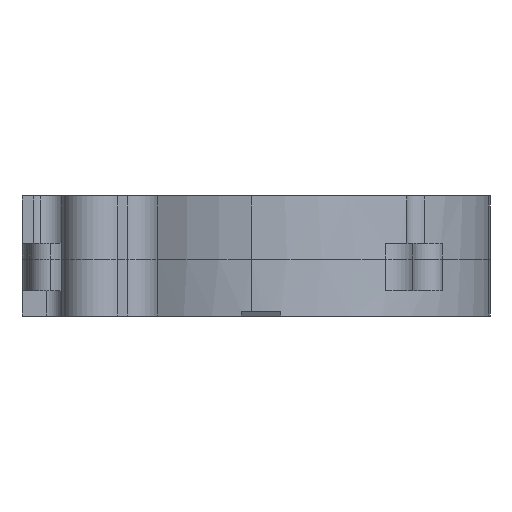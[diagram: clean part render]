
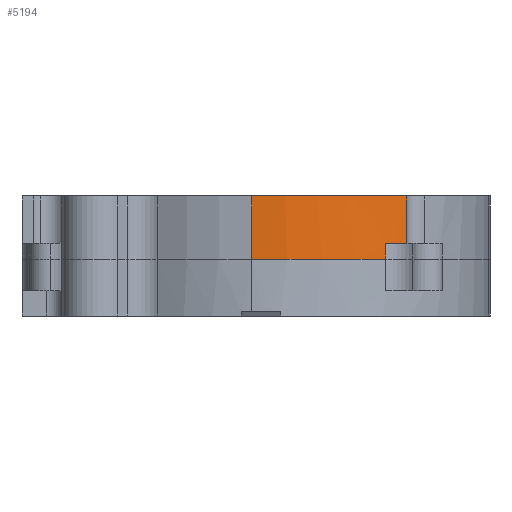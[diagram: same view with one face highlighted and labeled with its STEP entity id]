
A CAD part, front view. The second image highlights one B-rep face of the part: STEP entity #5194.
In plain terms, the highlighted cylindrical face has radius 28.706 mm (diameter 57.411 mm), a partial arc.
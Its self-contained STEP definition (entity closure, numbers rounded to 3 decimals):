
#605 = PLANE('',#606);
#606 = AXIS2_PLACEMENT_3D('',#607,#608,#609);
#607 = CARTESIAN_POINT('',(-0.654,3.066,15.2));
#608 = DIRECTION('',(0.,0.,1.));
#609 = DIRECTION('',(1.,0.,0.));
#863 = PLANE('',#864);
#864 = AXIS2_PLACEMENT_3D('',#865,#866,#867);
#865 = CARTESIAN_POINT('',(-0.654,4.913,7.2));
#866 = DIRECTION('',(0.,0.,1.));
#867 = DIRECTION('',(1.,0.,0.));
#1725 = PLANE('',#1726);
#1726 = AXIS2_PLACEMENT_3D('',#1727,#1728,#1729);
#1727 = CARTESIAN_POINT('',(19.363,-19.509,9.2));
#1728 = DIRECTION('',(0.,0.,1.));
#1729 = DIRECTION('',(1.,0.,0.));
#3602 = VERTEX_POINT('',#3603);
#3603 = CARTESIAN_POINT('',(-1.2,-27.04,15.2));
#3618 = CYLINDRICAL_SURFACE('',#3619,26.842);
#3619 = AXIS2_PLACEMENT_3D('',#3620,#3621,#3622);
#3620 = CARTESIAN_POINT('',(0.659,-0.263,7.04));
#3621 = DIRECTION('',(0.,0.,1.));
#3622 = DIRECTION('',(1.,0.,0.));
#3630 = EDGE_CURVE('',#3602,#3631,#3633,.T.);
#3631 = VERTEX_POINT('',#3632);
#3632 = CARTESIAN_POINT('',(18.403,-20.513,15.2));
#3633 = SURFACE_CURVE('',#3634,(#3639,#3646),.PCURVE_S1.);
#3634 = CIRCLE('',#3635,28.706);
#3635 = AXIS2_PLACEMENT_3D('',#3636,#3637,#3638);
#3636 = CARTESIAN_POINT('',(0.141,1.634,15.2));
#3637 = DIRECTION('',(0.,0.,1.));
#3638 = DIRECTION('',(1.,0.,0.));
#3639 = PCURVE('',#605,#3640);
#3640 = DEFINITIONAL_REPRESENTATION('',(#3641),#3645);
#3641 = CIRCLE('',#3642,28.706);
#3642 = AXIS2_PLACEMENT_2D('',#3643,#3644);
#3643 = CARTESIAN_POINT('',(0.795,-1.432));
#3644 = DIRECTION('',(1.,0.));
#3645 = ( GEOMETRIC_REPRESENTATION_CONTEXT(2) 
PARAMETRIC_REPRESENTATION_CONTEXT() REPRESENTATION_CONTEXT('2D SPACE',''
  ) );
#3646 = PCURVE('',#3647,#3652);
#3647 = CYLINDRICAL_SURFACE('',#3648,28.706);
#3648 = AXIS2_PLACEMENT_3D('',#3649,#3650,#3651);
#3649 = CARTESIAN_POINT('',(0.141,1.634,7.04));
#3650 = DIRECTION('',(0.,0.,1.));
#3651 = DIRECTION('',(1.,0.,0.));
#3652 = DEFINITIONAL_REPRESENTATION('',(#3653),#3657);
#3653 = LINE('',#3654,#3655);
#3654 = CARTESIAN_POINT('',(0.,8.16));
#3655 = VECTOR('',#3656,1.);
#3656 = DIRECTION('',(1.,0.));
#3657 = ( GEOMETRIC_REPRESENTATION_CONTEXT(2) 
PARAMETRIC_REPRESENTATION_CONTEXT() REPRESENTATION_CONTEXT('2D SPACE',''
  ) );
#3680 = CYLINDRICAL_SURFACE('',#3681,2.2);
#3681 = AXIS2_PLACEMENT_3D('',#3682,#3683,#3684);
#3682 = CARTESIAN_POINT('',(20.598,-20.66,9.08));
#3683 = DIRECTION('',(0.,0.,1.));
#3684 = DIRECTION('',(1.,0.,0.));
#5148 = EDGE_CURVE('',#5149,#3631,#5151,.T.);
#5149 = VERTEX_POINT('',#5150);
#5150 = CARTESIAN_POINT('',(18.403,-20.513,9.2));
#5151 = SURFACE_CURVE('',#5152,(#5156,#5163),.PCURVE_S1.);
#5152 = LINE('',#5153,#5154);
#5153 = CARTESIAN_POINT('',(18.403,-20.513,9.08));
#5154 = VECTOR('',#5155,1.);
#5155 = DIRECTION('',(0.,0.,1.));
#5156 = PCURVE('',#3680,#5157);
#5157 = DEFINITIONAL_REPRESENTATION('',(#5158),#5162);
#5158 = LINE('',#5159,#5160);
#5159 = CARTESIAN_POINT('',(3.075,0.));
#5160 = VECTOR('',#5161,1.);
#5161 = DIRECTION('',(0.,1.));
#5162 = ( GEOMETRIC_REPRESENTATION_CONTEXT(2) 
PARAMETRIC_REPRESENTATION_CONTEXT() REPRESENTATION_CONTEXT('2D SPACE',''
  ) );
#5163 = PCURVE('',#3647,#5164);
#5164 = DEFINITIONAL_REPRESENTATION('',(#5165),#5169);
#5165 = LINE('',#5166,#5167);
#5166 = CARTESIAN_POINT('',(5.402,2.04));
#5167 = VECTOR('',#5168,1.);
#5168 = DIRECTION('',(0.,1.));
#5169 = ( GEOMETRIC_REPRESENTATION_CONTEXT(2) 
PARAMETRIC_REPRESENTATION_CONTEXT() REPRESENTATION_CONTEXT('2D SPACE',''
  ) );
#5194 = ADVANCED_FACE('',(#5195),#3647,.T.);
#5195 = FACE_BOUND('',#5196,.T.);
#5196 = EDGE_LOOP('',(#5197,#5221,#5222,#5223,#5246,#5270));
#5197 = ORIENTED_EDGE('',*,*,#5198,.T.);
#5198 = EDGE_CURVE('',#5199,#5149,#5201,.T.);
#5199 = VERTEX_POINT('',#5200);
#5200 = CARTESIAN_POINT('',(15.775,-22.44,9.2));
#5201 = SURFACE_CURVE('',#5202,(#5207,#5214),.PCURVE_S1.);
#5202 = CIRCLE('',#5203,28.706);
#5203 = AXIS2_PLACEMENT_3D('',#5204,#5205,#5206);
#5204 = CARTESIAN_POINT('',(0.141,1.634,9.2));
#5205 = DIRECTION('',(0.,0.,1.));
#5206 = DIRECTION('',(1.,0.,0.));
#5207 = PCURVE('',#3647,#5208);
#5208 = DEFINITIONAL_REPRESENTATION('',(#5209),#5213);
#5209 = LINE('',#5210,#5211);
#5210 = CARTESIAN_POINT('',(0.,2.16));
#5211 = VECTOR('',#5212,1.);
#5212 = DIRECTION('',(1.,0.));
#5213 = ( GEOMETRIC_REPRESENTATION_CONTEXT(2) 
PARAMETRIC_REPRESENTATION_CONTEXT() REPRESENTATION_CONTEXT('2D SPACE',''
  ) );
#5214 = PCURVE('',#1725,#5215);
#5215 = DEFINITIONAL_REPRESENTATION('',(#5216),#5220);
#5216 = CIRCLE('',#5217,28.706);
#5217 = AXIS2_PLACEMENT_2D('',#5218,#5219);
#5218 = CARTESIAN_POINT('',(-19.222,21.143));
#5219 = DIRECTION('',(1.,0.));
#5220 = ( GEOMETRIC_REPRESENTATION_CONTEXT(2) 
PARAMETRIC_REPRESENTATION_CONTEXT() REPRESENTATION_CONTEXT('2D SPACE',''
  ) );
#5221 = ORIENTED_EDGE('',*,*,#5148,.T.);
#5222 = ORIENTED_EDGE('',*,*,#3630,.F.);
#5223 = ORIENTED_EDGE('',*,*,#5224,.T.);
#5224 = EDGE_CURVE('',#3602,#5225,#5227,.T.);
#5225 = VERTEX_POINT('',#5226);
#5226 = CARTESIAN_POINT('',(-1.2,-27.04,7.2));
#5227 = SURFACE_CURVE('',#5228,(#5232,#5239),.PCURVE_S1.);
#5228 = LINE('',#5229,#5230);
#5229 = CARTESIAN_POINT('',(-1.2,-27.04,7.04));
#5230 = VECTOR('',#5231,1.);
#5231 = DIRECTION('',(-0.,-0.,-1.));
#5232 = PCURVE('',#3647,#5233);
#5233 = DEFINITIONAL_REPRESENTATION('',(#5234),#5238);
#5234 = LINE('',#5235,#5236);
#5235 = CARTESIAN_POINT('',(4.666,0.));
#5236 = VECTOR('',#5237,1.);
#5237 = DIRECTION('',(0.,-1.));
#5238 = ( GEOMETRIC_REPRESENTATION_CONTEXT(2) 
PARAMETRIC_REPRESENTATION_CONTEXT() REPRESENTATION_CONTEXT('2D SPACE',''
  ) );
#5239 = PCURVE('',#3618,#5240);
#5240 = DEFINITIONAL_REPRESENTATION('',(#5241),#5245);
#5241 = LINE('',#5242,#5243);
#5242 = CARTESIAN_POINT('',(4.643,0.));
#5243 = VECTOR('',#5244,1.);
#5244 = DIRECTION('',(0.,-1.));
#5245 = ( GEOMETRIC_REPRESENTATION_CONTEXT(2) 
PARAMETRIC_REPRESENTATION_CONTEXT() REPRESENTATION_CONTEXT('2D SPACE',''
  ) );
#5246 = ORIENTED_EDGE('',*,*,#5247,.T.);
#5247 = EDGE_CURVE('',#5225,#5248,#5250,.T.);
#5248 = VERTEX_POINT('',#5249);
#5249 = CARTESIAN_POINT('',(15.775,-22.44,7.2));
#5250 = SURFACE_CURVE('',#5251,(#5256,#5263),.PCURVE_S1.);
#5251 = CIRCLE('',#5252,28.706);
#5252 = AXIS2_PLACEMENT_3D('',#5253,#5254,#5255);
#5253 = CARTESIAN_POINT('',(0.141,1.634,7.2));
#5254 = DIRECTION('',(0.,0.,1.));
#5255 = DIRECTION('',(1.,0.,0.));
#5256 = PCURVE('',#3647,#5257);
#5257 = DEFINITIONAL_REPRESENTATION('',(#5258),#5262);
#5258 = LINE('',#5259,#5260);
#5259 = CARTESIAN_POINT('',(0.,0.16));
#5260 = VECTOR('',#5261,1.);
#5261 = DIRECTION('',(1.,0.));
#5262 = ( GEOMETRIC_REPRESENTATION_CONTEXT(2) 
PARAMETRIC_REPRESENTATION_CONTEXT() REPRESENTATION_CONTEXT('2D SPACE',''
  ) );
#5263 = PCURVE('',#863,#5264);
#5264 = DEFINITIONAL_REPRESENTATION('',(#5265),#5269);
#5265 = CIRCLE('',#5266,28.706);
#5266 = AXIS2_PLACEMENT_2D('',#5267,#5268);
#5267 = CARTESIAN_POINT('',(0.795,-3.278));
#5268 = DIRECTION('',(1.,0.));
#5269 = ( GEOMETRIC_REPRESENTATION_CONTEXT(2) 
PARAMETRIC_REPRESENTATION_CONTEXT() REPRESENTATION_CONTEXT('2D SPACE',''
  ) );
#5270 = ORIENTED_EDGE('',*,*,#5271,.T.);
#5271 = EDGE_CURVE('',#5248,#5199,#5272,.T.);
#5272 = SURFACE_CURVE('',#5273,(#5277,#5284),.PCURVE_S1.);
#5273 = LINE('',#5274,#5275);
#5274 = CARTESIAN_POINT('',(15.775,-22.44,7.04));
#5275 = VECTOR('',#5276,1.);
#5276 = DIRECTION('',(0.,0.,1.));
#5277 = PCURVE('',#3647,#5278);
#5278 = DEFINITIONAL_REPRESENTATION('',(#5279),#5283);
#5279 = LINE('',#5280,#5281);
#5280 = CARTESIAN_POINT('',(5.288,0.));
#5281 = VECTOR('',#5282,1.);
#5282 = DIRECTION('',(0.,1.));
#5283 = ( GEOMETRIC_REPRESENTATION_CONTEXT(2) 
PARAMETRIC_REPRESENTATION_CONTEXT() REPRESENTATION_CONTEXT('2D SPACE',''
  ) );
#5284 = PCURVE('',#5285,#5290);
#5285 = CYLINDRICAL_SURFACE('',#5286,3.);
#5286 = AXIS2_PLACEMENT_3D('',#5287,#5288,#5289);
#5287 = CARTESIAN_POINT('',(17.409,-24.956,
    9.305));
#5288 = DIRECTION('',(0.,0.,-1.));
#5289 = DIRECTION('',(-1.,0.,0.));
#5290 = DEFINITIONAL_REPRESENTATION('',(#5291),#5295);
#5291 = LINE('',#5292,#5293);
#5292 = CARTESIAN_POINT('',(0.995,2.265));
#5293 = VECTOR('',#5294,1.);
#5294 = DIRECTION('',(0.,-1.));
#5295 = ( GEOMETRIC_REPRESENTATION_CONTEXT(2) 
PARAMETRIC_REPRESENTATION_CONTEXT() REPRESENTATION_CONTEXT('2D SPACE',''
  ) );
